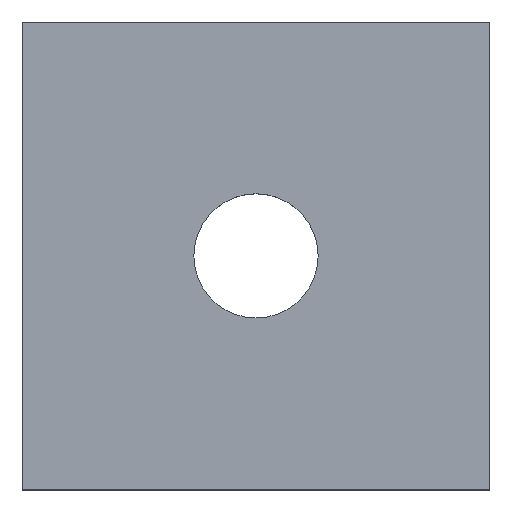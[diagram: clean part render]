
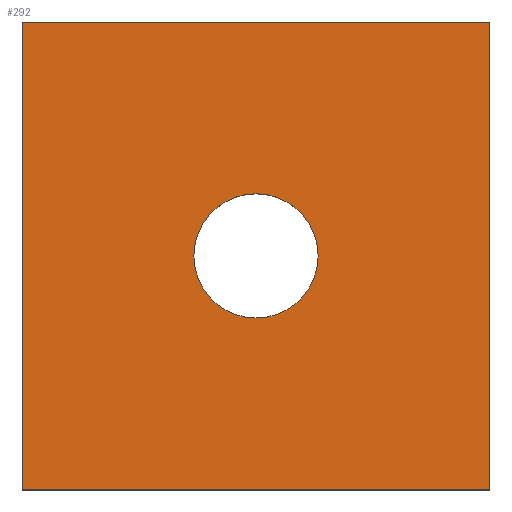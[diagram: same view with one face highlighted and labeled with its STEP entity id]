
A CAD part, top view. The second image highlights one B-rep face of the part: STEP entity #292.
In plain terms, the highlighted planar face has unit normal (0, 0, 1).
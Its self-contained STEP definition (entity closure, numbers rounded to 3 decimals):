
#17 = DIRECTION ( 'NONE',  ( 0., 0., -1. ) ) ;
#55 = AXIS2_PLACEMENT_3D ( 'NONE', #296, #17, #508 ) ;
#57 = DIRECTION ( 'NONE',  ( 0., 0., 1. ) ) ;
#60 = LINE ( 'NONE', #210, #187 ) ;
#62 = VERTEX_POINT ( 'NONE', #94 ) ;
#66 = CARTESIAN_POINT ( 'NONE',  ( -7.938, 7.938, 2.54 ) ) ;
#69 = VECTOR ( 'NONE', #464, 1000. ) ;
#82 = ORIENTED_EDGE ( 'NONE', *, *, #297, .F. ) ;
#89 = FACE_OUTER_BOUND ( 'NONE', #283, .T. ) ;
#94 = CARTESIAN_POINT ( 'NONE',  ( 0., -2.108, 2.54 ) ) ;
#98 = LINE ( 'NONE', #249, #430 ) ;
#106 = CIRCLE ( 'NONE', #349, 2.108 ) ;
#126 = VERTEX_POINT ( 'NONE', #414 ) ;
#139 = CARTESIAN_POINT ( 'NONE',  ( 0., 0., 2.54 ) ) ;
#167 = EDGE_CURVE ( 'NONE', #62, #126, #106, .T. ) ;
#180 = VERTEX_POINT ( 'NONE', #412 ) ;
#187 = VECTOR ( 'NONE', #566, 1000. ) ;
#209 = FACE_BOUND ( 'NONE', #487, .T. ) ;
#210 = CARTESIAN_POINT ( 'NONE',  ( 7.938, 7.938, 2.54 ) ) ;
#243 = CARTESIAN_POINT ( 'NONE',  ( 0., 0., 2.54 ) ) ;
#246 = EDGE_CURVE ( 'NONE', #400, #527, #317, .T. ) ;
#249 = CARTESIAN_POINT ( 'NONE',  ( -7.938, 7.938, 2.54 ) ) ;
#261 = ORIENTED_EDGE ( 'NONE', *, *, #264, .F. ) ;
#264 = EDGE_CURVE ( 'NONE', #400, #384, #486, .T. ) ;
#283 = EDGE_LOOP ( 'NONE', ( #572, #82, #261, #322 ) ) ;
#287 = DIRECTION ( 'NONE',  ( 0., 1., 0. ) ) ;
#290 = CARTESIAN_POINT ( 'NONE',  ( -7.938, -7.938, 2.54 ) ) ;
#291 = EDGE_CURVE ( 'NONE', #126, #62, #363, .T. ) ;
#292 = ADVANCED_FACE ( 'NONE', ( #209, #89 ), #468, .F. ) ;
#296 = CARTESIAN_POINT ( 'NONE',  ( -7.938, 7.938, 2.54 ) ) ;
#297 = EDGE_CURVE ( 'NONE', #384, #180, #98, .T. ) ;
#302 = CARTESIAN_POINT ( 'NONE',  ( -7.938, -7.938, 2.54 ) ) ;
#317 = LINE ( 'NONE', #290, #480 ) ;
#322 = ORIENTED_EDGE ( 'NONE', *, *, #246, .T. ) ;
#338 = DIRECTION ( 'NONE',  ( 1., 0., 0. ) ) ;
#340 = DIRECTION ( 'NONE',  ( 1., 0., 0. ) ) ;
#349 = AXIS2_PLACEMENT_3D ( 'NONE', #139, #57, #287 ) ;
#363 = CIRCLE ( 'NONE', #435, 2.108 ) ;
#382 = DIRECTION ( 'NONE',  ( 0., 0., 1. ) ) ;
#384 = VERTEX_POINT ( 'NONE', #393 ) ;
#388 = DIRECTION ( 'NONE',  ( 0., 1., 0. ) ) ;
#393 = CARTESIAN_POINT ( 'NONE',  ( -7.938, 7.938, 2.54 ) ) ;
#400 = VERTEX_POINT ( 'NONE', #302 ) ;
#412 = CARTESIAN_POINT ( 'NONE',  ( 7.938, 7.938, 2.54 ) ) ;
#414 = CARTESIAN_POINT ( 'NONE',  ( 0., 2.108, 2.54 ) ) ;
#430 = VECTOR ( 'NONE', #338, 1000. ) ;
#435 = AXIS2_PLACEMENT_3D ( 'NONE', #243, #382, #388 ) ;
#463 = ORIENTED_EDGE ( 'NONE', *, *, #167, .F. ) ;
#464 = DIRECTION ( 'NONE',  ( 0., 1., 0. ) ) ;
#468 = PLANE ( 'NONE',  #55 ) ;
#480 = VECTOR ( 'NONE', #340, 1000. ) ;
#482 = EDGE_CURVE ( 'NONE', #527, #180, #60, .T. ) ;
#486 = LINE ( 'NONE', #66, #69 ) ;
#487 = EDGE_LOOP ( 'NONE', ( #496, #463 ) ) ;
#496 = ORIENTED_EDGE ( 'NONE', *, *, #291, .F. ) ;
#508 = DIRECTION ( 'NONE',  ( 0., -1., 0. ) ) ;
#527 = VERTEX_POINT ( 'NONE', #536 ) ;
#536 = CARTESIAN_POINT ( 'NONE',  ( 7.938, -7.938, 2.54 ) ) ;
#566 = DIRECTION ( 'NONE',  ( 0., 1., 0. ) ) ;
#572 = ORIENTED_EDGE ( 'NONE', *, *, #482, .T. ) ;
